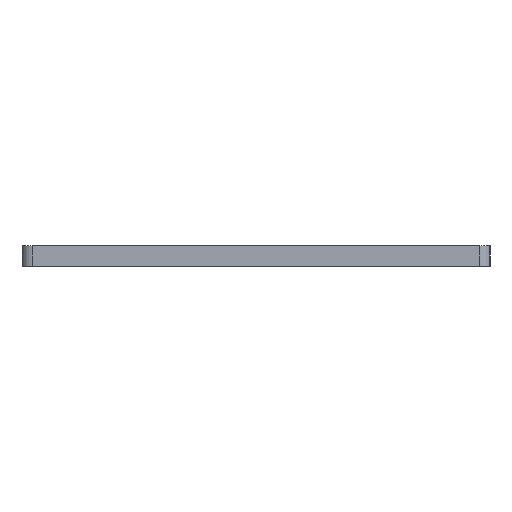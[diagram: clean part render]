
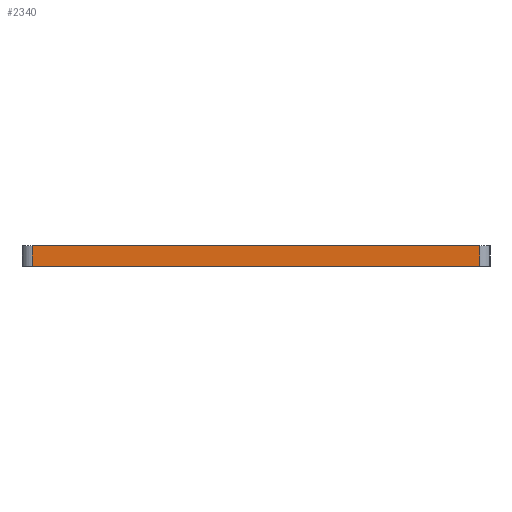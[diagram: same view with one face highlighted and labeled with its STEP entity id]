
A CAD part, left-side view. The second image highlights one B-rep face of the part: STEP entity #2340.
In plain terms, the highlighted planar face has unit normal (-1, 0, 0).
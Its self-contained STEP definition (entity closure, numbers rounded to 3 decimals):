
#256=CARTESIAN_POINT('Vertex',(-387.5,64.,6.)) ;
#263=CARTESIAN_POINT('Vertex',(-387.5,64.,0.)) ;
#266=CARTESIAN_POINT('Line Origine',(-387.5,64.,3.)) ;
#2310=CARTESIAN_POINT('Axis2P3D Location',(-387.5,67.,0.)) ;
#2315=CARTESIAN_POINT('Line Origine',(-387.5,0.,6.)) ;
#2319=CARTESIAN_POINT('Vertex',(-387.5,-64.,6.)) ;
#2322=CARTESIAN_POINT('Line Origine',(-387.5,0.,0.)) ;
#2326=CARTESIAN_POINT('Vertex',(-387.5,-64.,0.)) ;
#2329=CARTESIAN_POINT('Line Origine',(-387.5,-64.,3.)) ;
#267=DIRECTION('Vector Direction',(0.,0.,1.)) ;
#2311=DIRECTION('Axis2P3D Direction',(-1.,0.,0.)) ;
#2312=DIRECTION('Axis2P3D XDirection',(0.,-1.,0.)) ;
#2316=DIRECTION('Vector Direction',(0.,-1.,0.)) ;
#2323=DIRECTION('Vector Direction',(0.,-1.,0.)) ;
#2330=DIRECTION('Vector Direction',(0.,0.,1.)) ;
#2313=AXIS2_PLACEMENT_3D('Plane Axis2P3D',#2310,#2311,#2312) ;
#2335=ORIENTED_EDGE('',*,*,#2321,.F.) ;
#2336=ORIENTED_EDGE('',*,*,#270,.F.) ;
#2337=ORIENTED_EDGE('',*,*,#2328,.T.) ;
#2338=ORIENTED_EDGE('',*,*,#2333,.T.) ;
#268=VECTOR('Line Direction',#267,1.) ;
#2317=VECTOR('Line Direction',#2316,1.) ;
#2324=VECTOR('Line Direction',#2323,1.) ;
#2331=VECTOR('Line Direction',#2330,1.) ;
#2340=ADVANCED_FACE('Corps principal',(#2339),#2314,.T.) ;
#270=EDGE_CURVE('',#264,#257,#269,.T.) ;
#2321=EDGE_CURVE('',#257,#2320,#2318,.T.) ;
#2328=EDGE_CURVE('',#264,#2327,#2325,.T.) ;
#2333=EDGE_CURVE('',#2327,#2320,#2332,.T.) ;
#2334=EDGE_LOOP('',(#2335,#2336,#2337,#2338)) ;
#2339=FACE_OUTER_BOUND('',#2334,.T.) ;
#269=LINE('Line',#266,#268) ;
#2318=LINE('Line',#2315,#2317) ;
#2325=LINE('Line',#2322,#2324) ;
#2332=LINE('Line',#2329,#2331) ;
#2314=PLANE('Plane',#2313) ;
#257=VERTEX_POINT('',#256) ;
#264=VERTEX_POINT('',#263) ;
#2320=VERTEX_POINT('',#2319) ;
#2327=VERTEX_POINT('',#2326) ;
